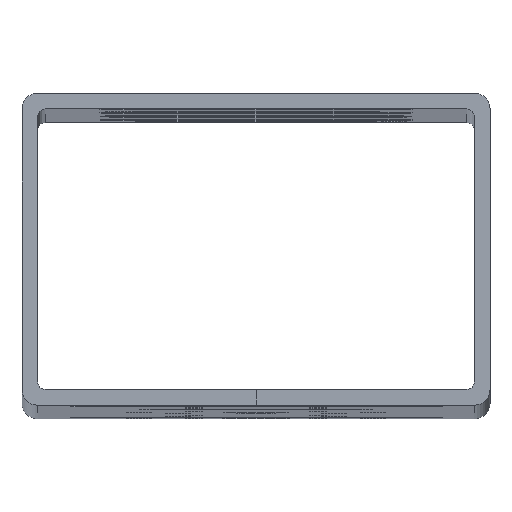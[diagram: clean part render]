
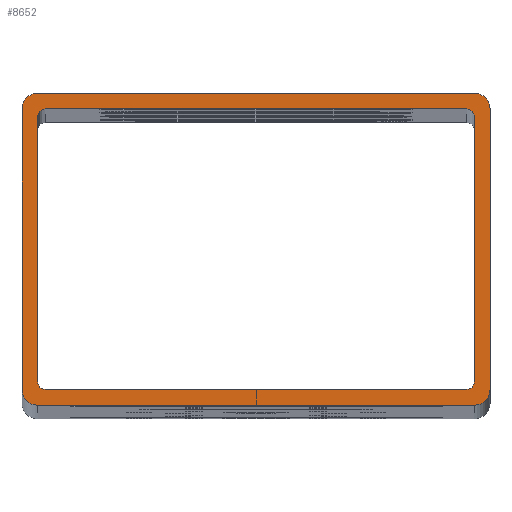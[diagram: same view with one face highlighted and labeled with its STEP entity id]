
A CAD part, top view. The second image highlights one B-rep face of the part: STEP entity #8652.
In plain terms, the highlighted planar face has unit normal (0, 0, 1).
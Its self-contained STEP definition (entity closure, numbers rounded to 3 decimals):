
#168 = DIRECTION ( 'NONE',  ( 0., -1., 0. ) ) ;
#297 = CIRCLE ( 'NONE', #7021, 1. ) ;
#349 = ORIENTED_EDGE ( 'NONE', *, *, #7967, .F. ) ;
#582 = VERTEX_POINT ( 'NONE', #3685 ) ;
#685 = DIRECTION ( 'NONE',  ( 0., 0., -1. ) ) ;
#735 = VERTEX_POINT ( 'NONE', #9651 ) ;
#813 = ORIENTED_EDGE ( 'NONE', *, *, #2984, .T. ) ;
#904 = DIRECTION ( 'NONE',  ( 0., 0., 1. ) ) ;
#990 = CARTESIAN_POINT ( 'NONE',  ( 58., 2., 1000. ) ) ;
#1020 = AXIS2_PLACEMENT_3D ( 'NONE', #9987, #685, #6627 ) ;
#1091 = VECTOR ( 'NONE', #7570, 1000. ) ;
#1110 = ORIENTED_EDGE ( 'NONE', *, *, #7048, .F. ) ;
#1131 = ORIENTED_EDGE ( 'NONE', *, *, #10146, .T. ) ;
#1319 = CARTESIAN_POINT ( 'NONE',  ( 2., 38., 1000. ) ) ;
#1419 = CARTESIAN_POINT ( 'NONE',  ( 2., 2., 1000. ) ) ;
#1459 = DIRECTION ( 'NONE',  ( 0., -1., 0. ) ) ;
#1505 = PLANE ( 'NONE',  #10336 ) ;
#1607 = EDGE_CURVE ( 'NONE', #6489, #3844, #8097, .T. ) ;
#1668 = EDGE_CURVE ( 'NONE', #2442, #582, #3318, .T. ) ;
#1777 = CARTESIAN_POINT ( 'NONE',  ( 60., 2., 1000. ) ) ;
#1779 = ORIENTED_EDGE ( 'NONE', *, *, #9334, .F. ) ;
#1815 = EDGE_CURVE ( 'NONE', #4396, #2074, #6868, .T. ) ;
#1941 = LINE ( 'NONE', #5331, #2237 ) ;
#2074 = VERTEX_POINT ( 'NONE', #8213 ) ;
#2217 = ORIENTED_EDGE ( 'NONE', *, *, #1607, .T. ) ;
#2237 = VECTOR ( 'NONE', #7310, 1000. ) ;
#2279 = CARTESIAN_POINT ( 'NONE',  ( 0., 0., 1000. ) ) ;
#2285 = LINE ( 'NONE', #4673, #6994 ) ;
#2293 = DIRECTION ( 'NONE',  ( 0., 0., 1. ) ) ;
#2391 = DIRECTION ( 'NONE',  ( 0., 0., -1. ) ) ;
#2436 = LINE ( 'NONE', #990, #5555 ) ;
#2437 = DIRECTION ( 'NONE',  ( -1., 0., 0. ) ) ;
#2442 = VERTEX_POINT ( 'NONE', #7101 ) ;
#2495 = CIRCLE ( 'NONE', #4453, 1. ) ;
#2598 = LINE ( 'NONE', #7768, #8585 ) ;
#2623 = EDGE_CURVE ( 'NONE', #2733, #4090, #8622, .T. ) ;
#2733 = VERTEX_POINT ( 'NONE', #8580 ) ;
#2745 = ORIENTED_EDGE ( 'NONE', *, *, #1815, .T. ) ;
#2915 = CARTESIAN_POINT ( 'NONE',  ( 2., 3., 1000. ) ) ;
#2944 = VECTOR ( 'NONE', #10795, 1000. ) ;
#2973 = EDGE_CURVE ( 'NONE', #2074, #10902, #6735, .T. ) ;
#2984 = EDGE_CURVE ( 'NONE', #735, #7502, #2495, .T. ) ;
#3318 = CIRCLE ( 'NONE', #1020, 1. ) ;
#3357 = CARTESIAN_POINT ( 'NONE',  ( 0., 2., 1000. ) ) ;
#3394 = CARTESIAN_POINT ( 'NONE',  ( 58., 37., 1000. ) ) ;
#3444 = DIRECTION ( 'NONE',  ( -1., 0., 0. ) ) ;
#3556 = VECTOR ( 'NONE', #7407, 1000. ) ;
#3685 = CARTESIAN_POINT ( 'NONE',  ( 3., 38., 1000. ) ) ;
#3717 = ORIENTED_EDGE ( 'NONE', *, *, #7451, .T. ) ;
#3844 = VERTEX_POINT ( 'NONE', #6607 ) ;
#3856 = DIRECTION ( 'NONE',  ( -1., 0., 0. ) ) ;
#3983 = ORIENTED_EDGE ( 'NONE', *, *, #8831, .T. ) ;
#4090 = VERTEX_POINT ( 'NONE', #8799 ) ;
#4155 = CARTESIAN_POINT ( 'NONE',  ( 0., 40., 1000. ) ) ;
#4237 = CARTESIAN_POINT ( 'NONE',  ( 0., 38., 1000. ) ) ;
#4288 = DIRECTION ( 'NONE',  ( -1., 0., 0. ) ) ;
#4396 = VERTEX_POINT ( 'NONE', #3357 ) ;
#4453 = AXIS2_PLACEMENT_3D ( 'NONE', #5008, #7623, #5851 ) ;
#4554 = CARTESIAN_POINT ( 'NONE',  ( 3., 3., 1000. ) ) ;
#4585 = ORIENTED_EDGE ( 'NONE', *, *, #2623, .T. ) ;
#4673 = CARTESIAN_POINT ( 'NONE',  ( 0., 0., 1000. ) ) ;
#4839 = CARTESIAN_POINT ( 'NONE',  ( 2., 38., 1000. ) ) ;
#4986 = EDGE_LOOP ( 'NONE', ( #7241, #3983, #8280, #4585, #8594, #9233, #3717, #2745 ) ) ;
#5008 = CARTESIAN_POINT ( 'NONE',  ( 57., 37., 1000. ) ) ;
#5061 = CARTESIAN_POINT ( 'NONE',  ( 0., 0., 1000. ) ) ;
#5271 = AXIS2_PLACEMENT_3D ( 'NONE', #10764, #7341, #3856 ) ;
#5331 = CARTESIAN_POINT ( 'NONE',  ( 60., 0., 1000. ) ) ;
#5539 = LINE ( 'NONE', #1319, #10954 ) ;
#5555 = VECTOR ( 'NONE', #9189, 1000. ) ;
#5640 = EDGE_LOOP ( 'NONE', ( #1779, #10910, #9541, #813, #349, #2217, #1110, #1131 ) ) ;
#5643 = LINE ( 'NONE', #1419, #3556 ) ;
#5671 = DIRECTION ( 'NONE',  ( -1., 0., 0. ) ) ;
#5824 = VERTEX_POINT ( 'NONE', #2915 ) ;
#5851 = DIRECTION ( 'NONE',  ( -1., 0., 0. ) ) ;
#5922 = VERTEX_POINT ( 'NONE', #4237 ) ;
#6280 = CIRCLE ( 'NONE', #7883, 2. ) ;
#6489 = VERTEX_POINT ( 'NONE', #9634 ) ;
#6607 = CARTESIAN_POINT ( 'NONE',  ( 57., 2., 1000. ) ) ;
#6614 = EDGE_CURVE ( 'NONE', #735, #582, #5539, .T. ) ;
#6627 = DIRECTION ( 'NONE',  ( -1., 0., 0. ) ) ;
#6735 = LINE ( 'NONE', #5061, #1091 ) ;
#6868 = CIRCLE ( 'NONE', #10738, 2. ) ;
#6994 = VECTOR ( 'NONE', #1459, 1000. ) ;
#7021 = AXIS2_PLACEMENT_3D ( 'NONE', #4554, #7059, #10428 ) ;
#7048 = EDGE_CURVE ( 'NONE', #7999, #3844, #5643, .T. ) ;
#7059 = DIRECTION ( 'NONE',  ( 0., 0., -1. ) ) ;
#7101 = CARTESIAN_POINT ( 'NONE',  ( 2., 37., 1000. ) ) ;
#7151 = CIRCLE ( 'NONE', #8745, 2. ) ;
#7205 = AXIS2_PLACEMENT_3D ( 'NONE', #10018, #10955, #2437 ) ;
#7241 = ORIENTED_EDGE ( 'NONE', *, *, #2973, .T. ) ;
#7310 = DIRECTION ( 'NONE',  ( 0., 1., 0. ) ) ;
#7320 = LINE ( 'NONE', #4155, #2944 ) ;
#7341 = DIRECTION ( 'NONE',  ( 0., 0., -1. ) ) ;
#7407 = DIRECTION ( 'NONE',  ( 1., 0., 0. ) ) ;
#7415 = DIRECTION ( 'NONE',  ( -1., 0., 0. ) ) ;
#7451 = EDGE_CURVE ( 'NONE', #5922, #4396, #2285, .T. ) ;
#7502 = VERTEX_POINT ( 'NONE', #3394 ) ;
#7570 = DIRECTION ( 'NONE',  ( 1., 0., 0. ) ) ;
#7585 = CARTESIAN_POINT ( 'NONE',  ( 58., 0., 1000. ) ) ;
#7623 = DIRECTION ( 'NONE',  ( 0., 0., -1. ) ) ;
#7768 = CARTESIAN_POINT ( 'NONE',  ( 2., 2., 1000. ) ) ;
#7883 = AXIS2_PLACEMENT_3D ( 'NONE', #9491, #8542, #3444 ) ;
#7967 = EDGE_CURVE ( 'NONE', #6489, #7502, #2436, .T. ) ;
#7999 = VERTEX_POINT ( 'NONE', #10123 ) ;
#8097 = CIRCLE ( 'NONE', #5271, 1. ) ;
#8161 = FACE_OUTER_BOUND ( 'NONE', #4986, .T. ) ;
#8213 = CARTESIAN_POINT ( 'NONE',  ( 2., 0., 1000. ) ) ;
#8219 = VERTEX_POINT ( 'NONE', #9221 ) ;
#8230 = DIRECTION ( 'NONE',  ( -1., 0., 0. ) ) ;
#8280 = ORIENTED_EDGE ( 'NONE', *, *, #10605, .T. ) ;
#8312 = EDGE_CURVE ( 'NONE', #8219, #5922, #7151, .T. ) ;
#8495 = CARTESIAN_POINT ( 'NONE',  ( 2., 2., 1000. ) ) ;
#8542 = DIRECTION ( 'NONE',  ( 0., 0., 1. ) ) ;
#8580 = CARTESIAN_POINT ( 'NONE',  ( 60., 38., 1000. ) ) ;
#8585 = VECTOR ( 'NONE', #168, 1000. ) ;
#8594 = ORIENTED_EDGE ( 'NONE', *, *, #10217, .T. ) ;
#8622 = CIRCLE ( 'NONE', #7205, 2. ) ;
#8652 = ADVANCED_FACE ( 'NONE', ( #8161, #9873 ), #1505, .F. ) ;
#8745 = AXIS2_PLACEMENT_3D ( 'NONE', #4839, #2293, #8230 ) ;
#8793 = VERTEX_POINT ( 'NONE', #1777 ) ;
#8799 = CARTESIAN_POINT ( 'NONE',  ( 58., 40., 1000. ) ) ;
#8831 = EDGE_CURVE ( 'NONE', #10902, #8793, #6280, .T. ) ;
#9189 = DIRECTION ( 'NONE',  ( 0., 1., 0. ) ) ;
#9221 = CARTESIAN_POINT ( 'NONE',  ( 2., 40., 1000. ) ) ;
#9233 = ORIENTED_EDGE ( 'NONE', *, *, #8312, .T. ) ;
#9334 = EDGE_CURVE ( 'NONE', #2442, #5824, #2598, .T. ) ;
#9491 = CARTESIAN_POINT ( 'NONE',  ( 58., 2., 1000. ) ) ;
#9541 = ORIENTED_EDGE ( 'NONE', *, *, #6614, .F. ) ;
#9634 = CARTESIAN_POINT ( 'NONE',  ( 58., 3., 1000. ) ) ;
#9651 = CARTESIAN_POINT ( 'NONE',  ( 57., 38., 1000. ) ) ;
#9873 = FACE_BOUND ( 'NONE', #5640, .T. ) ;
#9987 = CARTESIAN_POINT ( 'NONE',  ( 3., 37., 1000. ) ) ;
#10018 = CARTESIAN_POINT ( 'NONE',  ( 58., 38., 1000. ) ) ;
#10123 = CARTESIAN_POINT ( 'NONE',  ( 3., 2., 1000. ) ) ;
#10146 = EDGE_CURVE ( 'NONE', #7999, #5824, #297, .T. ) ;
#10217 = EDGE_CURVE ( 'NONE', #4090, #8219, #7320, .T. ) ;
#10336 = AXIS2_PLACEMENT_3D ( 'NONE', #2279, #2391, #5671 ) ;
#10428 = DIRECTION ( 'NONE',  ( -1., 0., 0. ) ) ;
#10605 = EDGE_CURVE ( 'NONE', #8793, #2733, #1941, .T. ) ;
#10738 = AXIS2_PLACEMENT_3D ( 'NONE', #8495, #904, #4288 ) ;
#10764 = CARTESIAN_POINT ( 'NONE',  ( 57., 3., 1000. ) ) ;
#10795 = DIRECTION ( 'NONE',  ( -1., 0., 0. ) ) ;
#10902 = VERTEX_POINT ( 'NONE', #7585 ) ;
#10910 = ORIENTED_EDGE ( 'NONE', *, *, #1668, .T. ) ;
#10954 = VECTOR ( 'NONE', #7415, 1000. ) ;
#10955 = DIRECTION ( 'NONE',  ( 0., 0., 1. ) ) ;
